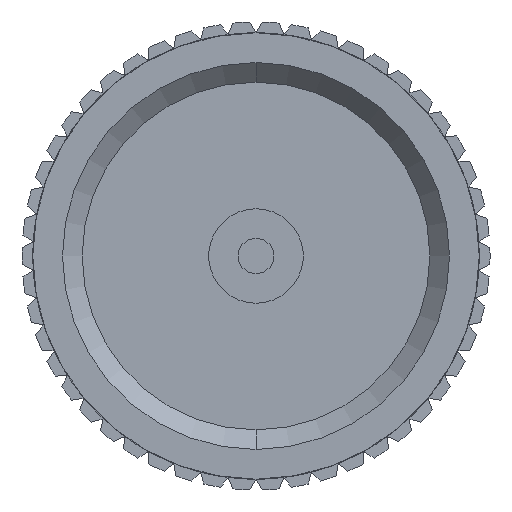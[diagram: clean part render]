
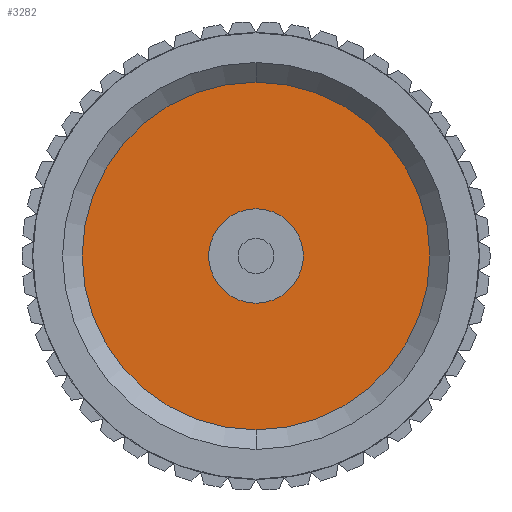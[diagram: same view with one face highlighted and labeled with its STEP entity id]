
A CAD part, front view. The second image highlights one B-rep face of the part: STEP entity #3282.
In plain terms, the highlighted planar face has unit normal (0, -1, 0).
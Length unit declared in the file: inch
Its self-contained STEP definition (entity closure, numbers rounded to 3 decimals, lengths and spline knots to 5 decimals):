
#6 = DIRECTION ( 'NONE',  ( 0., 1., 0. ) ) ;
#37 = AXIS2_PLACEMENT_3D ( 'NONE', #5356, #5432, #5320 ) ;
#177 = CARTESIAN_POINT ( 'NONE',  ( 0., 0.35028, -0.28974 ) ) ;
#512 = VERTEX_POINT ( 'NONE', #177 ) ;
#805 = PLANE ( 'NONE',  #1900 ) ;
#995 = DIRECTION ( 'NONE',  ( 0., 0., 1. ) ) ;
#1098 = ORIENTED_EDGE ( 'NONE', *, *, #5127, .T. ) ;
#1374 = DIRECTION ( 'NONE',  ( 0., 0., 1. ) ) ;
#1461 = AXIS2_PLACEMENT_3D ( 'NONE', #6435, #6544, #995 ) ;
#1577 = CIRCLE ( 'NONE', #1461, 0.28974 ) ;
#1586 = CARTESIAN_POINT ( 'NONE',  ( 0., 0.35028, -0.0787 ) ) ;
#1742 = VERTEX_POINT ( 'NONE', #2687 ) ;
#1866 = CARTESIAN_POINT ( 'NONE',  ( 0., 0.35028, 0.28974 ) ) ;
#1900 = AXIS2_PLACEMENT_3D ( 'NONE', #5164, #2878, #3023 ) ;
#2038 = EDGE_CURVE ( 'NONE', #4873, #512, #3645, .T. ) ;
#2540 = VERTEX_POINT ( 'NONE', #1586 ) ;
#2574 = ORIENTED_EDGE ( 'NONE', *, *, #2038, .F. ) ;
#2589 = ORIENTED_EDGE ( 'NONE', *, *, #2797, .T. ) ;
#2687 = CARTESIAN_POINT ( 'NONE',  ( 0., 0.35028, 0.0787 ) ) ;
#2797 = EDGE_CURVE ( 'NONE', #1742, #2540, #6644, .T. ) ;
#2802 = DIRECTION ( 'NONE',  ( 0., 0., 1. ) ) ;
#2878 = DIRECTION ( 'NONE',  ( 0., -1., 0. ) ) ;
#3023 = DIRECTION ( 'NONE',  ( 0., 0., -1. ) ) ;
#3282 = ADVANCED_FACE ( 'NONE', ( #4626, #6222 ), #805, .T. ) ;
#3546 = CARTESIAN_POINT ( 'NONE',  ( 0., 0.35028, 0. ) ) ;
#3645 = CIRCLE ( 'NONE', #4698, 0.28974 ) ;
#3798 = EDGE_LOOP ( 'NONE', ( #2574, #7007 ) ) ;
#4023 = AXIS2_PLACEMENT_3D ( 'NONE', #5597, #6, #2802 ) ;
#4211 = EDGE_CURVE ( 'NONE', #512, #4873, #1577, .T. ) ;
#4626 = FACE_BOUND ( 'NONE', #5009, .T. ) ;
#4698 = AXIS2_PLACEMENT_3D ( 'NONE', #3546, #6346, #1374 ) ;
#4873 = VERTEX_POINT ( 'NONE', #1866 ) ;
#5009 = EDGE_LOOP ( 'NONE', ( #2589, #1098 ) ) ;
#5127 = EDGE_CURVE ( 'NONE', #2540, #1742, #6229, .T. ) ;
#5164 = CARTESIAN_POINT ( 'NONE',  ( 0., 0.35028, 0. ) ) ;
#5320 = DIRECTION ( 'NONE',  ( 0., 0., 1. ) ) ;
#5356 = CARTESIAN_POINT ( 'NONE',  ( 0., 0.35028, 0. ) ) ;
#5432 = DIRECTION ( 'NONE',  ( 0., 1., 0. ) ) ;
#5597 = CARTESIAN_POINT ( 'NONE',  ( 0., 0.35028, 0. ) ) ;
#6222 = FACE_OUTER_BOUND ( 'NONE', #3798, .T. ) ;
#6229 = CIRCLE ( 'NONE', #4023, 0.0787 ) ;
#6346 = DIRECTION ( 'NONE',  ( 0., 1., 0. ) ) ;
#6435 = CARTESIAN_POINT ( 'NONE',  ( 0., 0.35028, 0. ) ) ;
#6544 = DIRECTION ( 'NONE',  ( 0., 1., 0. ) ) ;
#6644 = CIRCLE ( 'NONE', #37, 0.0787 ) ;
#7007 = ORIENTED_EDGE ( 'NONE', *, *, #4211, .F. ) ;
